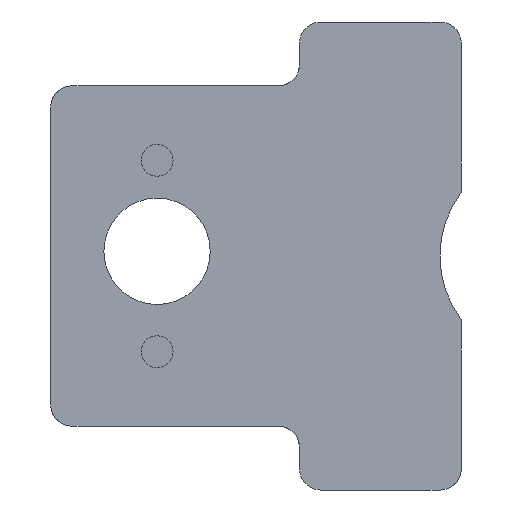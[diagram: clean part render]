
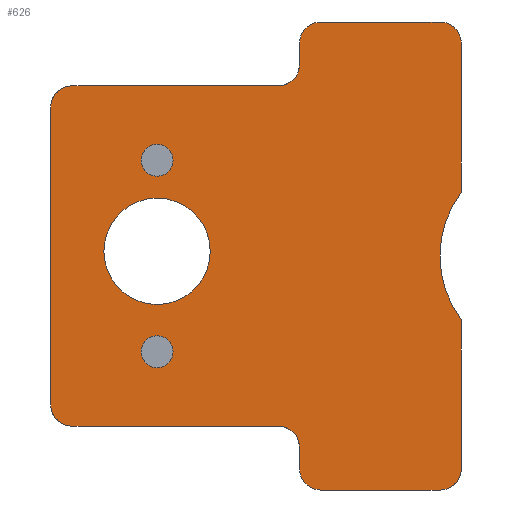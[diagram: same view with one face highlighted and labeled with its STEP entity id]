
A CAD part, front view. The second image highlights one B-rep face of the part: STEP entity #626.
In plain terms, the highlighted planar face has unit normal (0, -1, 0).
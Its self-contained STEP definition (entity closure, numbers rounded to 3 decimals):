
#21=FACE_BOUND('',#123,.T.);
#22=FACE_BOUND('',#124,.T.);
#23=FACE_BOUND('',#125,.T.);
#46=PLANE('',#723);
#83=FACE_OUTER_BOUND('',#122,.T.);
#122=EDGE_LOOP('',(#547,#548,#549,#550,#551,#552,#553,#554,#555,#556,#557,
#558,#559,#560,#561,#562,#563,#564));
#123=EDGE_LOOP('',(#565,#566));
#124=EDGE_LOOP('',(#567,#568));
#125=EDGE_LOOP('',(#569,#570));
#144=LINE('',#1072,#190);
#145=LINE('',#1075,#191);
#149=LINE('',#1082,#195);
#161=LINE('',#1130,#207);
#164=LINE('',#1136,#210);
#166=LINE('',#1140,#212);
#167=LINE('',#1142,#213);
#168=LINE('',#1145,#214);
#171=LINE('',#1150,#217);
#190=VECTOR('',#830,10.);
#191=VECTOR('',#833,10.);
#195=VECTOR('',#837,10.);
#207=VECTOR('',#893,10.);
#210=VECTOR('',#898,10.);
#212=VECTOR('',#904,10.);
#213=VECTOR('',#907,10.);
#214=VECTOR('',#910,10.);
#217=VECTOR('',#915,10.);
#218=CIRCLE('',#648,0.75);
#219=CIRCLE('',#649,0.75);
#222=CIRCLE('',#654,0.75);
#223=CIRCLE('',#655,0.75);
#229=CIRCLE('',#666,2.5);
#230=CIRCLE('',#667,2.5);
#235=CIRCLE('',#677,1.);
#236=CIRCLE('',#679,1.);
#237=CIRCLE('',#686,1.);
#238=CIRCLE('',#688,1.);
#239=CIRCLE('',#692,1.);
#243=CIRCLE('',#699,1.);
#247=CIRCLE('',#706,1.);
#248=CIRCLE('',#709,1.);
#249=CIRCLE('',#720,5.);
#251=VERTEX_POINT('',#928);
#252=VERTEX_POINT('',#929);
#255=VERTEX_POINT('',#939);
#256=VERTEX_POINT('',#940);
#263=VERTEX_POINT('',#961);
#264=VERTEX_POINT('',#962);
#273=VERTEX_POINT('',#1033);
#274=VERTEX_POINT('',#1034);
#276=VERTEX_POINT('',#1040);
#277=VERTEX_POINT('',#1042);
#281=VERTEX_POINT('',#1060);
#282=VERTEX_POINT('',#1061);
#283=VERTEX_POINT('',#1066);
#284=VERTEX_POINT('',#1068);
#285=VERTEX_POINT('',#1074);
#288=VERTEX_POINT('',#1080);
#290=VERTEX_POINT('',#1085);
#291=VERTEX_POINT('',#1087);
#295=VERTEX_POINT('',#1099);
#298=VERTEX_POINT('',#1112);
#300=VERTEX_POINT('',#1119);
#301=VERTEX_POINT('',#1121);
#304=VERTEX_POINT('',#1134);
#305=VERTEX_POINT('',#1144);
#307=EDGE_CURVE('',#251,#252,#218,.T.);
#308=EDGE_CURVE('',#252,#251,#219,.T.);
#312=EDGE_CURVE('',#255,#256,#222,.T.);
#313=EDGE_CURVE('',#256,#255,#223,.T.);
#322=EDGE_CURVE('',#263,#264,#229,.T.);
#323=EDGE_CURVE('',#264,#263,#230,.T.);
#333=EDGE_CURVE('',#273,#274,#235,.T.);
#337=EDGE_CURVE('',#276,#277,#236,.T.);
#347=EDGE_CURVE('',#281,#282,#237,.T.);
#351=EDGE_CURVE('',#283,#284,#238,.T.);
#353=EDGE_CURVE('',#274,#276,#144,.T.);
#354=EDGE_CURVE('',#282,#285,#145,.T.);
#358=EDGE_CURVE('',#288,#273,#149,.T.);
#360=EDGE_CURVE('',#290,#291,#239,.T.);
#366=EDGE_CURVE('',#285,#295,#243,.T.);
#373=EDGE_CURVE('',#298,#288,#247,.T.);
#377=EDGE_CURVE('',#300,#301,#248,.T.);
#382=EDGE_CURVE('',#301,#298,#161,.T.);
#385=EDGE_CURVE('',#304,#300,#164,.T.);
#387=EDGE_CURVE('',#281,#284,#166,.T.);
#388=EDGE_CURVE('',#277,#283,#167,.T.);
#389=EDGE_CURVE('',#291,#305,#168,.T.);
#392=EDGE_CURVE('',#295,#290,#171,.T.);
#393=EDGE_CURVE('',#305,#304,#249,.T.);
#547=ORIENTED_EDGE('',*,*,#337,.F.);
#548=ORIENTED_EDGE('',*,*,#353,.F.);
#549=ORIENTED_EDGE('',*,*,#333,.F.);
#550=ORIENTED_EDGE('',*,*,#358,.F.);
#551=ORIENTED_EDGE('',*,*,#373,.F.);
#552=ORIENTED_EDGE('',*,*,#382,.F.);
#553=ORIENTED_EDGE('',*,*,#377,.F.);
#554=ORIENTED_EDGE('',*,*,#385,.F.);
#555=ORIENTED_EDGE('',*,*,#393,.F.);
#556=ORIENTED_EDGE('',*,*,#389,.F.);
#557=ORIENTED_EDGE('',*,*,#360,.F.);
#558=ORIENTED_EDGE('',*,*,#392,.F.);
#559=ORIENTED_EDGE('',*,*,#366,.F.);
#560=ORIENTED_EDGE('',*,*,#354,.F.);
#561=ORIENTED_EDGE('',*,*,#347,.F.);
#562=ORIENTED_EDGE('',*,*,#387,.T.);
#563=ORIENTED_EDGE('',*,*,#351,.F.);
#564=ORIENTED_EDGE('',*,*,#388,.F.);
#565=ORIENTED_EDGE('',*,*,#307,.T.);
#566=ORIENTED_EDGE('',*,*,#308,.T.);
#567=ORIENTED_EDGE('',*,*,#312,.T.);
#568=ORIENTED_EDGE('',*,*,#313,.T.);
#569=ORIENTED_EDGE('',*,*,#322,.T.);
#570=ORIENTED_EDGE('',*,*,#323,.T.);
#626=ADVANCED_FACE('',(#83,#21,#22,#23),#46,.F.);
#648=AXIS2_PLACEMENT_3D('',#930,#728,#729);
#649=AXIS2_PLACEMENT_3D('',#931,#730,#731);
#654=AXIS2_PLACEMENT_3D('',#941,#741,#742);
#655=AXIS2_PLACEMENT_3D('',#942,#743,#744);
#666=AXIS2_PLACEMENT_3D('',#963,#767,#768);
#667=AXIS2_PLACEMENT_3D('',#964,#769,#770);
#677=AXIS2_PLACEMENT_3D('',#1035,#790,#791);
#679=AXIS2_PLACEMENT_3D('',#1043,#797,#798);
#686=AXIS2_PLACEMENT_3D('',#1062,#818,#819);
#688=AXIS2_PLACEMENT_3D('',#1069,#825,#826);
#692=AXIS2_PLACEMENT_3D('',#1088,#841,#842);
#699=AXIS2_PLACEMENT_3D('',#1100,#856,#857);
#706=AXIS2_PLACEMENT_3D('',#1113,#873,#874);
#709=AXIS2_PLACEMENT_3D('',#1122,#882,#883);
#720=AXIS2_PLACEMENT_3D('',#1152,#918,#919);
#723=AXIS2_PLACEMENT_3D('',#1155,#924,#925);
#728=DIRECTION('center_axis',(0.,1.,0.));
#729=DIRECTION('ref_axis',(1.,0.,0.));
#730=DIRECTION('center_axis',(0.,1.,0.));
#731=DIRECTION('ref_axis',(1.,0.,0.));
#741=DIRECTION('center_axis',(0.,1.,0.));
#742=DIRECTION('ref_axis',(1.,0.,0.));
#743=DIRECTION('center_axis',(0.,1.,0.));
#744=DIRECTION('ref_axis',(1.,0.,0.));
#767=DIRECTION('center_axis',(0.,1.,0.));
#768=DIRECTION('ref_axis',(1.,0.,0.));
#769=DIRECTION('center_axis',(0.,1.,0.));
#770=DIRECTION('ref_axis',(1.,0.,0.));
#790=DIRECTION('center_axis',(0.,-1.,0.));
#791=DIRECTION('ref_axis',(0.707,0.,0.707));
#797=DIRECTION('center_axis',(0.,1.,0.));
#798=DIRECTION('ref_axis',(-0.707,0.,-0.707));
#818=DIRECTION('center_axis',(0.,-1.,0.));
#819=DIRECTION('ref_axis',(0.707,0.,-0.707));
#825=DIRECTION('center_axis',(0.,1.,0.));
#826=DIRECTION('ref_axis',(-0.707,0.,0.707));
#830=DIRECTION('',(-1.,0.,0.));
#833=DIRECTION('',(0.,0.,1.));
#837=DIRECTION('',(0.,0.,1.));
#841=DIRECTION('center_axis',(0.,1.,0.));
#842=DIRECTION('ref_axis',(0.707,0.,0.707));
#856=DIRECTION('center_axis',(0.,1.,0.));
#857=DIRECTION('ref_axis',(-0.707,0.,0.707));
#873=DIRECTION('center_axis',(0.,1.,0.));
#874=DIRECTION('ref_axis',(-0.707,0.,-0.707));
#882=DIRECTION('center_axis',(0.,1.,0.));
#883=DIRECTION('ref_axis',(0.707,0.,-0.707));
#893=DIRECTION('',(-1.,0.,0.));
#898=DIRECTION('',(0.,0.,-1.));
#904=DIRECTION('',(-1.,0.,0.));
#907=DIRECTION('',(0.,0.,1.));
#910=DIRECTION('',(0.,0.,-1.));
#915=DIRECTION('',(1.,0.,0.));
#918=DIRECTION('center_axis',(0.,-1.,0.));
#919=DIRECTION('ref_axis',(0.8,0.,0.6));
#924=DIRECTION('center_axis',(0.,1.,0.));
#925=DIRECTION('ref_axis',(0.,0.,1.));
#928=CARTESIAN_POINT('',(-13.55,0.,4.5));
#929=CARTESIAN_POINT('',(-15.05,0.,4.5));
#930=CARTESIAN_POINT('Origin',(-14.3,0.,4.5));
#931=CARTESIAN_POINT('Origin',(-14.3,0.,4.5));
#939=CARTESIAN_POINT('',(-13.55,0.,-4.5));
#940=CARTESIAN_POINT('',(-15.05,0.,-4.5));
#941=CARTESIAN_POINT('Origin',(-14.3,0.,-4.5));
#942=CARTESIAN_POINT('Origin',(-14.3,0.,-4.5));
#961=CARTESIAN_POINT('',(-11.8,0.,0.222));
#962=CARTESIAN_POINT('',(-16.8,0.,0.222));
#963=CARTESIAN_POINT('Origin',(-14.3,0.,0.222));
#964=CARTESIAN_POINT('Origin',(-14.3,0.,0.222));
#1033=CARTESIAN_POINT('',(-7.6,0.,-9.));
#1034=CARTESIAN_POINT('',(-8.6,0.,-8.));
#1035=CARTESIAN_POINT('Origin',(-8.6,0.,-9.));
#1040=CARTESIAN_POINT('',(-18.3,0.,-8.));
#1042=CARTESIAN_POINT('',(-19.3,0.,-7.));
#1043=CARTESIAN_POINT('Origin',(-18.3,0.,-7.));
#1060=CARTESIAN_POINT('',(-8.6,0.,8.));
#1061=CARTESIAN_POINT('',(-7.6,0.,9.));
#1062=CARTESIAN_POINT('Origin',(-8.6,0.,9.));
#1066=CARTESIAN_POINT('',(-19.3,0.,7.));
#1068=CARTESIAN_POINT('',(-18.3,0.,8.));
#1069=CARTESIAN_POINT('Origin',(-18.3,0.,7.));
#1072=CARTESIAN_POINT('',(-7.6,0.,-8.));
#1074=CARTESIAN_POINT('',(-7.6,0.,10.));
#1075=CARTESIAN_POINT('',(-7.6,0.,-11.));
#1080=CARTESIAN_POINT('',(-7.6,0.,-10.));
#1082=CARTESIAN_POINT('',(-7.6,0.,-11.));
#1085=CARTESIAN_POINT('',(-1.,0.,11.));
#1087=CARTESIAN_POINT('',(0.,0.,10.));
#1088=CARTESIAN_POINT('Origin',(-1.,0.,10.));
#1099=CARTESIAN_POINT('',(-6.6,0.,11.));
#1100=CARTESIAN_POINT('Origin',(-6.6,0.,10.));
#1112=CARTESIAN_POINT('',(-6.6,0.,-11.));
#1113=CARTESIAN_POINT('Origin',(-6.6,0.,-10.));
#1119=CARTESIAN_POINT('',(0.,0.,-10.));
#1121=CARTESIAN_POINT('',(-1.,0.,-11.));
#1122=CARTESIAN_POINT('Origin',(-1.,0.,-10.));
#1130=CARTESIAN_POINT('',(0.,0.,-11.));
#1134=CARTESIAN_POINT('',(0.,0.,-3.));
#1136=CARTESIAN_POINT('',(0.,0.,-3.));
#1140=CARTESIAN_POINT('',(-7.6,0.,8.));
#1142=CARTESIAN_POINT('',(-19.3,0.,-8.));
#1144=CARTESIAN_POINT('',(0.,0.,3.));
#1145=CARTESIAN_POINT('',(0.,0.,11.));
#1150=CARTESIAN_POINT('',(-7.6,0.,11.));
#1152=CARTESIAN_POINT('Origin',(4.,0.,0.));
#1155=CARTESIAN_POINT('Origin',(-3.8,0.,0.));
